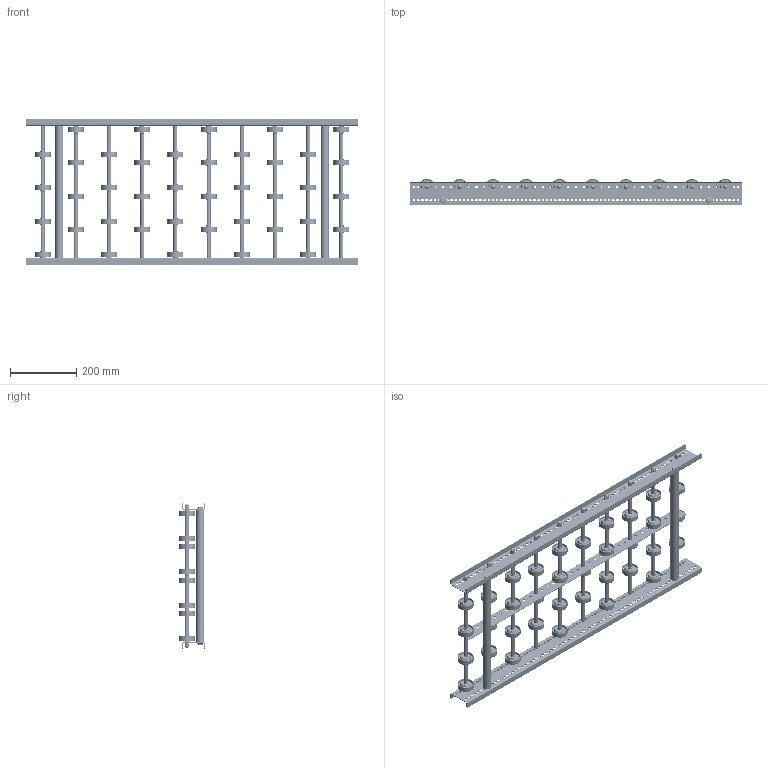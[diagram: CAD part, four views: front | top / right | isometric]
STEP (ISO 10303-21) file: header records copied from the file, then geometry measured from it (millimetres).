
FILE_DESCRIPTION (( 'STEP AP214' ), '1' );
FILE_NAME ('0052320.step', '2021-10-26T13:13:22', ( '' ), ( '' ), 'SwSTEP 2.0', 'SolidWorks 2020', '' );
FILE_SCHEMA (( 'AUTOMOTIVE_DESIGN' ));
Length unit declared in the file: millimetre
Products named in the file (10): 0046278_KB-ROHR-12X1,75mm_KFG_L75,5; Röllchenachse-für-Konfiguration_EL400; 0011532_2300-48-8; Hutmutter_DIN_1587_M8; Profil_LRB-20x70x20x2_KFG_S100200_U-PROFIL-20-70-20-2-LRB-L=1000; S100100_Längstraverse-42x2,5_S100101_L„ngstraverse-RB-L975; S106837_Gewindestange-M8-KFG_L420; S100994_Sperrzahnschraube_M08x16-8.8-A2K; Traversen_KFG_L400; 0052320
Assembly tree (48 placements, depth 3):
  0052320
    Profil_LRB-20x70x20x2_KFG_S100200_U-PROFIL-20-70-20-2-LRB-L=1000  x2
    S100994_Sperrzahnschraube_M08x16-8.8-A2K  x4
    Traversen_KFG_L400  x2
    Röllchenachse-für-Konfiguration_EL400  x10
      S106837_Gewindestange-M8-KFG_L420
      0011532_2300-48-8
      0046278_KB-ROHR-12X1,75mm_KFG_L75,5
    S100100_Längstraverse-42x2,5_S100101_L„ngstraverse-RB-L975
    Hutmutter_DIN_1587_M8  x20
Bounding box: 1000 x 78.97 x 440 mm (x, y, z)
Volume: 1728568.3 mm3; surface area: 1330426.6 mm2
Topology: 123 solids, 123 shells, 4636 faces, 10162 edges, 6108 vertices
Faces by surface type: cylinder 1746, torus 1296, plane 826, cone 748, bspline 20
Entity records: 21384 total; most frequent: DIRECTION 3855, CARTESIAN_POINT 3730, ORIENTED_EDGE 3228, AXIS2_PLACEMENT_3D 1667, EDGE_CURVE 1614, VERTEX_POINT 1046, EDGE_LOOP 1016, CIRCLE 1013
